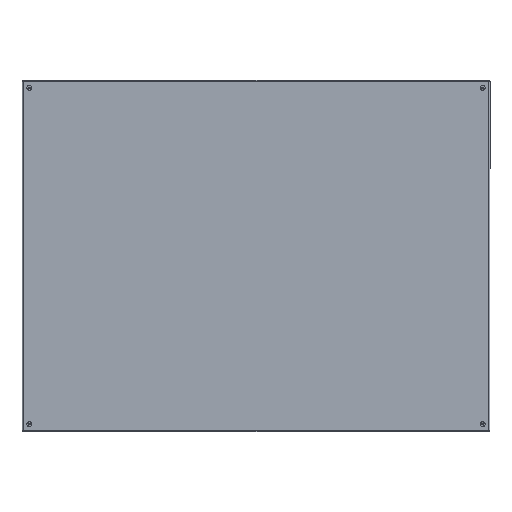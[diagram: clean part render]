
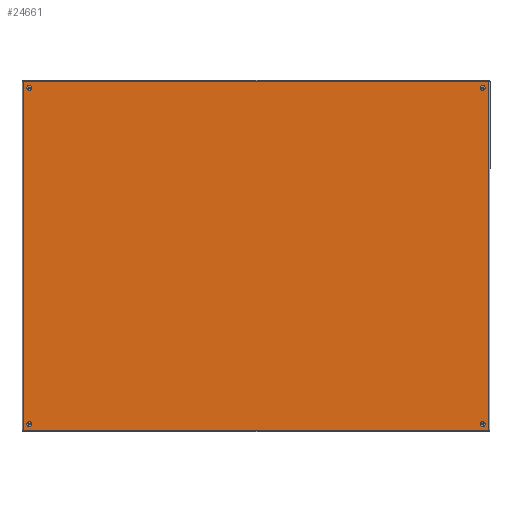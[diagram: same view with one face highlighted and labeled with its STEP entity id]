
A CAD part, left-side view. The second image highlights one B-rep face of the part: STEP entity #24661.
In plain terms, the highlighted face is planar.
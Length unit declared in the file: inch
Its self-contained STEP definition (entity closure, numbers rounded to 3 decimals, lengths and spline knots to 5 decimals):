
#129 = FACE_BOUND ( 'NONE', #23988, .T. ) ;
#311 = CIRCLE ( 'NONE', #6829, 0.25 ) ;
#3194 = VECTOR ( 'NONE', #44200, 39.37008 ) ;
#4774 = CARTESIAN_POINT ( 'NONE',  ( 17.928, 0., -35.875 ) ) ;
#6248 = DIRECTION ( 'NONE',  ( 0., 1., 0. ) ) ;
#6829 = AXIS2_PLACEMENT_3D ( 'NONE', #18767, #39526, #68705 ) ;
#7294 = EDGE_CURVE ( 'NONE', #93102, #53884, #122121, .T. ) ;
#8109 = DIRECTION ( 'NONE',  ( 0., -1., 0. ) ) ;
#11891 = VERTEX_POINT ( 'NONE', #36919 ) ;
#12465 = CARTESIAN_POINT ( 'NONE',  ( -17.25, 0., -23.5 ) ) ;
#14269 = VERTEX_POINT ( 'NONE', #61080 ) ;
#14958 = CARTESIAN_POINT ( 'NONE',  ( -17.928, 0., 23.892 ) ) ;
#15246 = DIRECTION ( 'NONE',  ( 0., 0., 1. ) ) ;
#16677 = AXIS2_PLACEMENT_3D ( 'NONE', #74009, #103224, #63809 ) ;
#16904 = VECTOR ( 'NONE', #90290, 39.37008 ) ;
#17702 = AXIS2_PLACEMENT_3D ( 'NONE', #53425, #110660, #92797 ) ;
#17918 = DIRECTION ( 'NONE',  ( 0., 0., 1. ) ) ;
#18767 = CARTESIAN_POINT ( 'NONE',  ( 17.25, 0., -23.25 ) ) ;
#19555 = CARTESIAN_POINT ( 'NONE',  ( 17.25, 0., 23. ) ) ;
#19883 = VERTEX_POINT ( 'NONE', #33713 ) ;
#22486 = VECTOR ( 'NONE', #53550, 39.37008 ) ;
#23988 = EDGE_LOOP ( 'NONE', ( #112378, #52712 ) ) ;
#24661 = ADVANCED_FACE ( 'NONE', ( #122943, #57742, #51680, #129, #68316 ), #42821, .T. ) ;
#25513 = VERTEX_POINT ( 'NONE', #35792 ) ;
#26279 = CIRCLE ( 'NONE', #82561, 0.25 ) ;
#30053 = LINE ( 'NONE', #4774, #22486 ) ;
#30453 = CARTESIAN_POINT ( 'NONE',  ( 0., 0., -23.892 ) ) ;
#31417 = EDGE_CURVE ( 'NONE', #51906, #47802, #125262, .T. ) ;
#31888 = ORIENTED_EDGE ( 'NONE', *, *, #81625, .T. ) ;
#33713 = CARTESIAN_POINT ( 'NONE',  ( -17.928, 0., 23.892 ) ) ;
#35373 = EDGE_CURVE ( 'NONE', #70842, #25513, #101051, .T. ) ;
#35792 = CARTESIAN_POINT ( 'NONE',  ( -17.25, 0., -23. ) ) ;
#36919 = CARTESIAN_POINT ( 'NONE',  ( 17.928, 0., 23.892 ) ) ;
#38175 = LINE ( 'NONE', #14958, #3194 ) ;
#39234 = CARTESIAN_POINT ( 'NONE',  ( -17.25, 0., 23.25 ) ) ;
#39526 = DIRECTION ( 'NONE',  ( 0., -1., 0. ) ) ;
#39755 = DIRECTION ( 'NONE',  ( -1., 0., 0. ) ) ;
#42328 = EDGE_CURVE ( 'NONE', #11891, #19883, #38175, .T. ) ;
#42821 = PLANE ( 'NONE',  #70016 ) ;
#44200 = DIRECTION ( 'NONE',  ( -1., 0., 0. ) ) ;
#45730 = LINE ( 'NONE', #119563, #16904 ) ;
#46156 = EDGE_CURVE ( 'NONE', #59652, #123149, #83158, .T. ) ;
#47802 = VERTEX_POINT ( 'NONE', #54663 ) ;
#48073 = ORIENTED_EDGE ( 'NONE', *, *, #116286, .T. ) ;
#48753 = AXIS2_PLACEMENT_3D ( 'NONE', #39234, #107008, #78138 ) ;
#51393 = CARTESIAN_POINT ( 'NONE',  ( -17.25, 0., 23.5 ) ) ;
#51680 = FACE_BOUND ( 'NONE', #112256, .T. ) ;
#51906 = VERTEX_POINT ( 'NONE', #19555 ) ;
#52712 = ORIENTED_EDGE ( 'NONE', *, *, #46156, .T. ) ;
#52807 = EDGE_CURVE ( 'NONE', #14269, #53171, #92069, .T. ) ;
#53171 = VERTEX_POINT ( 'NONE', #66269 ) ;
#53425 = CARTESIAN_POINT ( 'NONE',  ( -17.25, 0., -23.25 ) ) ;
#53550 = DIRECTION ( 'NONE',  ( 0., 0., -1. ) ) ;
#53884 = VERTEX_POINT ( 'NONE', #105115 ) ;
#54663 = CARTESIAN_POINT ( 'NONE',  ( 17.25, 0., 23.5 ) ) ;
#56806 = EDGE_CURVE ( 'NONE', #11891, #14269, #30053, .T. ) ;
#57742 = FACE_BOUND ( 'NONE', #68827, .T. ) ;
#57920 = EDGE_CURVE ( 'NONE', #123149, #59652, #86513, .T. ) ;
#59652 = VERTEX_POINT ( 'NONE', #117871 ) ;
#61080 = CARTESIAN_POINT ( 'NONE',  ( 17.928, 0., -23.892 ) ) ;
#63439 = ORIENTED_EDGE ( 'NONE', *, *, #95604, .T. ) ;
#63809 = DIRECTION ( 'NONE',  ( 0., 0., 1. ) ) ;
#66269 = CARTESIAN_POINT ( 'NONE',  ( -17.928, 0., -23.892 ) ) ;
#67511 = DIRECTION ( 'NONE',  ( 0., 0., 1. ) ) ;
#68316 = FACE_BOUND ( 'NONE', #124441, .T. ) ;
#68705 = DIRECTION ( 'NONE',  ( 0., 0., 1. ) ) ;
#68827 = EDGE_LOOP ( 'NONE', ( #31888, #84873 ) ) ;
#70016 = AXIS2_PLACEMENT_3D ( 'NONE', #122436, #6248, #15246 ) ;
#70842 = VERTEX_POINT ( 'NONE', #12465 ) ;
#71914 = DIRECTION ( 'NONE',  ( 0., 0., 1. ) ) ;
#73196 = DIRECTION ( 'NONE',  ( 0., -1., 0. ) ) ;
#73634 = CARTESIAN_POINT ( 'NONE',  ( 17.25, 0., -23.25 ) ) ;
#73880 = EDGE_CURVE ( 'NONE', #53884, #93102, #311, .T. ) ;
#74009 = CARTESIAN_POINT ( 'NONE',  ( -17.25, 0., -23.25 ) ) ;
#74559 = CIRCLE ( 'NONE', #16677, 0.25 ) ;
#78138 = DIRECTION ( 'NONE',  ( 0., 0., 1. ) ) ;
#78423 = VECTOR ( 'NONE', #39755, 39.37008 ) ;
#80455 = AXIS2_PLACEMENT_3D ( 'NONE', #73634, #73196, #71914 ) ;
#81625 = EDGE_CURVE ( 'NONE', #47802, #51906, #26279, .T. ) ;
#82561 = AXIS2_PLACEMENT_3D ( 'NONE', #110713, #121306, #101326 ) ;
#83036 = AXIS2_PLACEMENT_3D ( 'NONE', #114513, #8109, #17918 ) ;
#83158 = CIRCLE ( 'NONE', #83036, 0.25 ) ;
#83883 = ORIENTED_EDGE ( 'NONE', *, *, #42328, .F. ) ;
#84873 = ORIENTED_EDGE ( 'NONE', *, *, #31417, .T. ) ;
#86513 = CIRCLE ( 'NONE', #48753, 0.25 ) ;
#90290 = DIRECTION ( 'NONE',  ( 0., 0., 1. ) ) ;
#92069 = LINE ( 'NONE', #30453, #78423 ) ;
#92797 = DIRECTION ( 'NONE',  ( 0., 0., 1. ) ) ;
#93102 = VERTEX_POINT ( 'NONE', #98994 ) ;
#93435 = ORIENTED_EDGE ( 'NONE', *, *, #7294, .T. ) ;
#94839 = EDGE_LOOP ( 'NONE', ( #83883, #120757, #105147, #63439 ) ) ;
#95604 = EDGE_CURVE ( 'NONE', #53171, #19883, #45730, .T. ) ;
#95854 = CARTESIAN_POINT ( 'NONE',  ( 17.25, 0., 23.25 ) ) ;
#98935 = ORIENTED_EDGE ( 'NONE', *, *, #73880, .T. ) ;
#98994 = CARTESIAN_POINT ( 'NONE',  ( 17.25, 0., -23.5 ) ) ;
#101051 = CIRCLE ( 'NONE', #17702, 0.25 ) ;
#101326 = DIRECTION ( 'NONE',  ( 0., 0., 1. ) ) ;
#103028 = ORIENTED_EDGE ( 'NONE', *, *, #35373, .T. ) ;
#103224 = DIRECTION ( 'NONE',  ( 0., -1., 0. ) ) ;
#105115 = CARTESIAN_POINT ( 'NONE',  ( 17.25, 0., -23. ) ) ;
#105147 = ORIENTED_EDGE ( 'NONE', *, *, #52807, .T. ) ;
#107008 = DIRECTION ( 'NONE',  ( 0., -1., 0. ) ) ;
#110660 = DIRECTION ( 'NONE',  ( 0., -1., 0. ) ) ;
#110713 = CARTESIAN_POINT ( 'NONE',  ( 17.25, 0., 23.25 ) ) ;
#112256 = EDGE_LOOP ( 'NONE', ( #98935, #93435 ) ) ;
#112378 = ORIENTED_EDGE ( 'NONE', *, *, #57920, .T. ) ;
#113867 = AXIS2_PLACEMENT_3D ( 'NONE', #95854, #125176, #67511 ) ;
#114513 = CARTESIAN_POINT ( 'NONE',  ( -17.25, 0., 23.25 ) ) ;
#116286 = EDGE_CURVE ( 'NONE', #25513, #70842, #74559, .T. ) ;
#117871 = CARTESIAN_POINT ( 'NONE',  ( -17.25, 0., 23. ) ) ;
#119563 = CARTESIAN_POINT ( 'NONE',  ( -17.928, 0., 23.875 ) ) ;
#120757 = ORIENTED_EDGE ( 'NONE', *, *, #56806, .T. ) ;
#121306 = DIRECTION ( 'NONE',  ( 0., -1., 0. ) ) ;
#122121 = CIRCLE ( 'NONE', #80455, 0.25 ) ;
#122436 = CARTESIAN_POINT ( 'NONE',  ( 0., 0., 0. ) ) ;
#122943 = FACE_OUTER_BOUND ( 'NONE', #94839, .T. ) ;
#123149 = VERTEX_POINT ( 'NONE', #51393 ) ;
#124441 = EDGE_LOOP ( 'NONE', ( #48073, #103028 ) ) ;
#125176 = DIRECTION ( 'NONE',  ( 0., -1., 0. ) ) ;
#125262 = CIRCLE ( 'NONE', #113867, 0.25 ) ;
